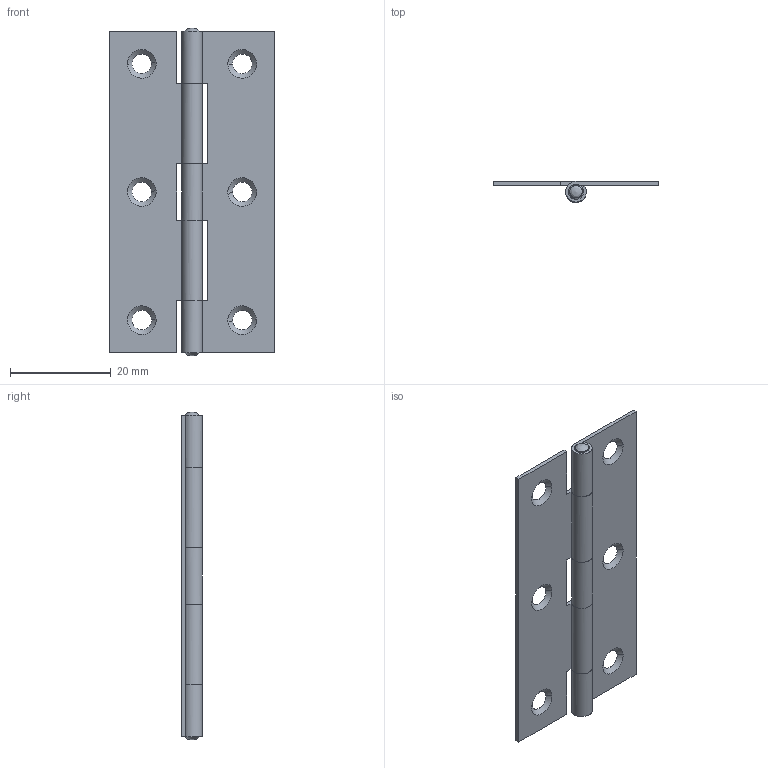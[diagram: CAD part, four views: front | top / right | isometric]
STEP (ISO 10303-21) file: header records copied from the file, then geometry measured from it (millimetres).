
FILE_DESCRIPTION((''),'2;1');
FILE_NAME('','2008-05-01T21:10:57',(''),(''),'','CADfix','');
FILE_SCHEMA(('AUTOMOTIVE_DESIGN { 1 0 10303 214 1 1 1 1 }'));
Length unit declared in the file: millimetre
Bounding box: 33 x 4.1 x 65.2 mm (x, y, z)
Volume: 2218.1 mm3; surface area: 5718.1 mm2
Topology: 3 solids, 3 shells, 56 faces, 178 edges, 130 vertices
Faces by surface type: bspline 56
Entity records: 2611 total; most frequent: CARTESIAN_POINT 1551, ORIENTED_EDGE 356, EDGE_CURVE 178, VERTEX_POINT 130, QUASI_UNIFORM_CURVE 98, EDGE_LOOP 70, FACE_OUTER_BOUND 56, ADVANCED_FACE 56
